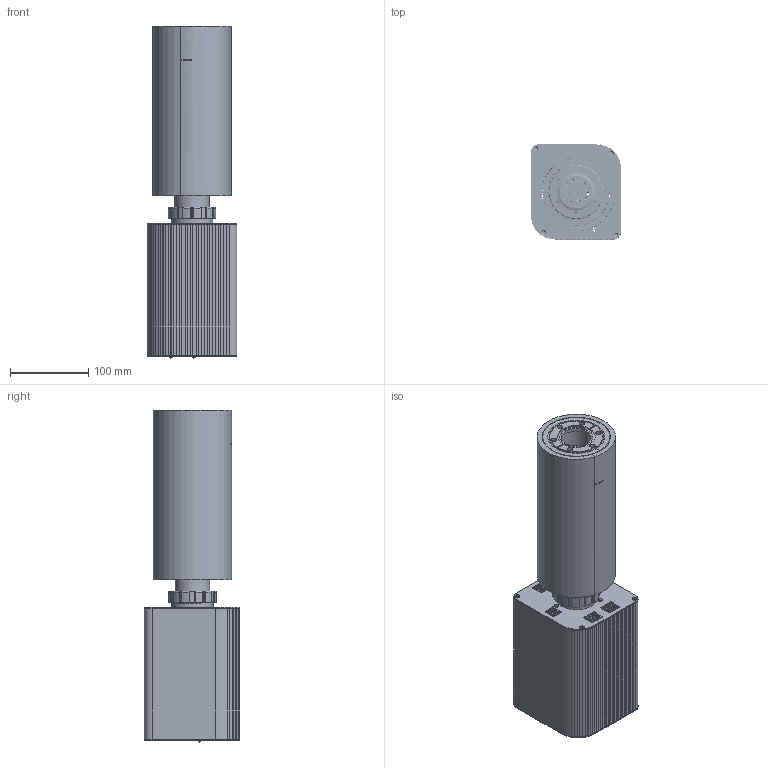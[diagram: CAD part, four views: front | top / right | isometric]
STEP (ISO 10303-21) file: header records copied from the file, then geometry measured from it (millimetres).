
FILE_DESCRIPTION(/* description */ (''),/* implementation_level */ '2;1');
FILE_NAME(/* name */ 'MPHxxxxxxxxxx.stp',/* time_stamp */ '2022-10-25T14:18:37-04:00',/* author */ (''),/* organization */ (''),/* preprocessor_version */ 'ST-DEVELOPER v16.7',/* originating_system */ 'SIEMENS PLM Software NX 12.0',/* authorisation */ '');
FILE_SCHEMA (('AUTOMOTIVE_DESIGN { 1 0 10303 214 3 1 1 1 }'));
Products named in the file (1): dere6008A6049hf2
Bounding box: 114.96 x 121.67 x 424.21 mm (x, y, z)
Volume: 1616374 mm3; surface area: 976204.7 mm2
Topology: 40 solids, 46 shells, 2520 faces, 6560 edges, 4181 vertices
Faces by surface type: plane 867, cylinder 854, cone 713, torus 55, bspline 31
Full cylindrical faces by diameter (mm): 0.716 x4, 1.6 x1, 1.68 x2, 2.05 x3, 2.184 x2, 2.489 x2, 2.497 x2, 2.5 x10, 2.594 x168, 3 x154, 3.048 x17, 3.15 x2, 3.3 x1, 3.5 x1, 3.556 x15, 3.81 x14, 3.988 x2, 4 x2, 4.09 x9, 4.318 x4, 4.801 x2, 4.928 x1, 5.08 x2, 5.488 x1, 6.17 x1, 6.35 x15, 6.6 x6, 6.731 x6, 7.798 x1, 7.92 x1
Entity records: 89759 total; most frequent: CARTESIAN_POINT 35668, DIRECTION 11176, ORIENTED_EDGE 9696, EDGE_CURVE 4848, AXIS2_PLACEMENT_3D 4536, EDGE_LOOP 3835, VERTEX_POINT 3488, ADVANCED_FACE 2514
